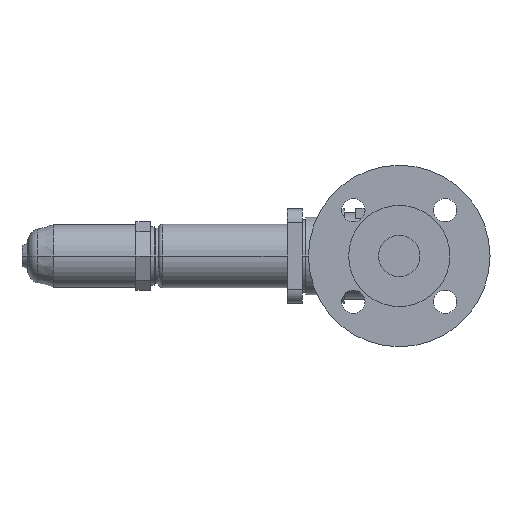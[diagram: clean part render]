
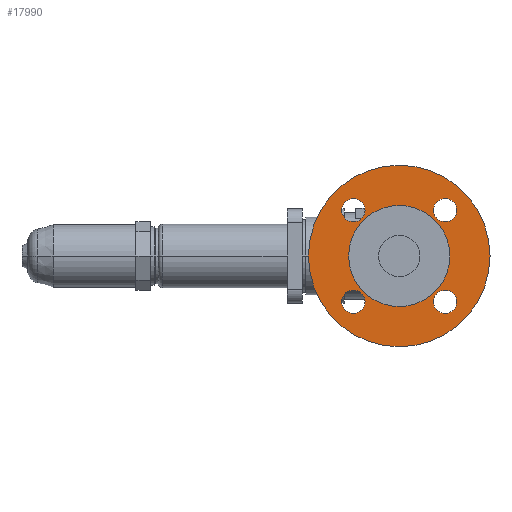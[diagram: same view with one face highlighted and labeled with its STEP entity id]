
A CAD part, left-side view. The second image highlights one B-rep face of the part: STEP entity #17990.
In plain terms, the highlighted planar face has unit normal (-1, 0, 0).
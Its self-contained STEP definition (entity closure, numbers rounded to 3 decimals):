
#8620=CARTESIAN_POINT('',(0.,0.,0.));
#8630=DIRECTION('',(-1.,0.,0.));
#8640=DIRECTION('',(0.,0.,-1.));
#8650=AXIS2_PLACEMENT_3D('',#8620,#8630,#8640);
#8660=CYLINDRICAL_SURFACE('',#8650,70.);
#8730=CARTESIAN_POINT('',(3.8,0.,70.));
#8740=VERTEX_POINT('',#8730);
#8780=CARTESIAN_POINT('',(3.8,0.,0.));
#8790=DIRECTION('',(1.,0.,0.));
#8800=DIRECTION('',(0.,0.,-1.));
#8810=AXIS2_PLACEMENT_3D('',#8780,#8790,#8800);
#8820=CIRCLE('',#8810,70.);
#8830=CARTESIAN_POINT('',(3.8,0.,-70.));
#8840=VERTEX_POINT('',#8830);
#8850=CARTESIAN_POINT('',(3.8,54.5,0.));
#8860=DIRECTION('',(1.,0.,0.));
#8870=DIRECTION('',(0.,-1.,0.));
#8880=AXIS2_PLACEMENT_3D('',#8850,#8860,#8870);
#8890=PLANE('',#8880);
#8900=SURFACE_CURVE('',#8820,(#8660,#8890),.CURVE_3D.);
#8910=EDGE_CURVE('',#8840,#8740,#8900,.T.);
#9130=CARTESIAN_POINT('',(0.,35.355,
-35.355));
#9140=DIRECTION('',(-1.,0.,0.));
#9150=DIRECTION('',(0.,0.,-1.));
#9160=AXIS2_PLACEMENT_3D('',#9130,#9140,#9150);
#9170=CYLINDRICAL_SURFACE('',#9160,9.);
#9240=CARTESIAN_POINT('',(3.8,35.355,-44.355));
#9250=VERTEX_POINT('',#9240);
#9430=CARTESIAN_POINT('',(3.8,35.355,-26.355));
#9440=VERTEX_POINT('',#9430);
#9480=CARTESIAN_POINT('',(3.8,35.355,-35.355));
#9490=DIRECTION('',(-1.,0.,0.));
#9500=DIRECTION('',(0.,0.,-1.));
#9510=AXIS2_PLACEMENT_3D('',#9480,#9490,#9500);
#9520=CIRCLE('',#9510,9.);
#9530=SURFACE_CURVE('',#9520,(#9170,#8890),.CURVE_3D.);
#9540=EDGE_CURVE('',#9250,#9440,#9530,.T.);
#9590=CARTESIAN_POINT('',(0.,-35.355,
-35.355));
#9600=DIRECTION('',(-1.,0.,0.));
#9610=DIRECTION('',(0.,0.,-1.));
#9620=AXIS2_PLACEMENT_3D('',#9590,#9600,#9610);
#9630=CYLINDRICAL_SURFACE('',#9620,9.);
#9700=CARTESIAN_POINT('',(3.8,-35.355,-26.355));
#9710=VERTEX_POINT('',#9700);
#9890=CARTESIAN_POINT('',(3.8,-35.355,-44.355));
#9900=VERTEX_POINT('',#9890);
#9940=CARTESIAN_POINT('',(3.8,-35.355,-35.355));
#9950=DIRECTION('',(-1.,0.,0.));
#9960=DIRECTION('',(0.,0.,-1.));
#9970=AXIS2_PLACEMENT_3D('',#9940,#9950,#9960);
#9980=CIRCLE('',#9970,9.);
#9990=SURFACE_CURVE('',#9980,(#8890,#9630),.CURVE_3D.);
#10000=EDGE_CURVE('',#9710,#9900,#9990,.T.);
#10050=CARTESIAN_POINT('',(0.,35.355,
35.355));
#10060=DIRECTION('',(-1.,0.,0.));
#10070=DIRECTION('',(0.,0.,-1.));
#10080=AXIS2_PLACEMENT_3D('',#10050,#10060,#10070);
#10090=CYLINDRICAL_SURFACE('',#10080,9.);
#10160=CARTESIAN_POINT('',(3.8,35.355,26.355));
#10170=VERTEX_POINT('',#10160);
#10350=CARTESIAN_POINT('',(3.8,35.355,44.355));
#10360=VERTEX_POINT('',#10350);
#10400=CARTESIAN_POINT('',(3.8,35.355,35.355));
#10410=DIRECTION('',(-1.,0.,0.));
#10420=DIRECTION('',(0.,0.,-1.));
#10430=AXIS2_PLACEMENT_3D('',#10400,#10410,#10420);
#10440=CIRCLE('',#10430,9.);
#10450=SURFACE_CURVE('',#10440,(#10090,#8890),.CURVE_3D.);
#10460=EDGE_CURVE('',#10170,#10360,#10450,.T.);
#10510=CARTESIAN_POINT('',(0.,-35.355,
35.355));
#10520=DIRECTION('',(-1.,0.,0.));
#10530=DIRECTION('',(0.,0.,-1.));
#10540=AXIS2_PLACEMENT_3D('',#10510,#10520,#10530);
#10550=CYLINDRICAL_SURFACE('',#10540,9.);
#10620=CARTESIAN_POINT('',(3.8,-35.355,44.355));
#10630=VERTEX_POINT('',#10620);
#10810=CARTESIAN_POINT('',(3.8,-35.355,26.355));
#10820=VERTEX_POINT('',#10810);
#10860=CARTESIAN_POINT('',(3.8,-35.355,35.355));
#10870=DIRECTION('',(-1.,0.,0.));
#10880=DIRECTION('',(0.,0.,-1.));
#10890=AXIS2_PLACEMENT_3D('',#10860,#10870,#10880);
#10900=CIRCLE('',#10890,9.);
#10910=SURFACE_CURVE('',#10900,(#8890,#10550),.CURVE_3D.);
#10920=EDGE_CURVE('',#10630,#10820,#10910,.T.);
#10970=CARTESIAN_POINT('',(1.9,0.,0.));
#10980=DIRECTION('',(1.,0.,0.));
#10990=DIRECTION('',(0.,1.,0.));
#11000=AXIS2_PLACEMENT_3D('',#10970,#10980,#10990);
#11010=CYLINDRICAL_SURFACE('',#11000,39.);
#11080=CARTESIAN_POINT('',(3.8,39.,0.));
#11090=VERTEX_POINT('',#11080);
#11130=CARTESIAN_POINT('',(3.8,0.,0.));
#11140=DIRECTION('',(-1.,0.,0.));
#11150=DIRECTION('',(0.,1.,0.));
#11160=AXIS2_PLACEMENT_3D('',#11130,#11140,#11150);
#11170=CIRCLE('',#11160,39.);
#11180=CARTESIAN_POINT('',(3.8,-39.,0.));
#11190=VERTEX_POINT('',#11180);
#11200=SURFACE_CURVE('',#11170,(#11010,#8890),.CURVE_3D.);
#11210=EDGE_CURVE('',#11190,#11090,#11200,.T.);
#17630=SURFACE_CURVE('',#9520,(#9170,#8890),.CURVE_3D.);
#17640=EDGE_CURVE('',#9440,#9250,#17630,.T.);
#17650=ORIENTED_EDGE('',*,*,#17640,.F.);
#17660=ORIENTED_EDGE('',*,*,#9540,.F.);
#17670=EDGE_LOOP('',(#17660,#17650));
#17680=FACE_BOUND('',#17670,.T.);
#17690=SURFACE_CURVE('',#9980,(#8890,#9630),.CURVE_3D.);
#17700=EDGE_CURVE('',#9900,#9710,#17690,.T.);
#17710=ORIENTED_EDGE('',*,*,#17700,.F.);
#17720=ORIENTED_EDGE('',*,*,#10000,.F.);
#17730=EDGE_LOOP('',(#17720,#17710));
#17740=FACE_BOUND('',#17730,.T.);
#17750=SURFACE_CURVE('',#10440,(#10090,#8890),.CURVE_3D.);
#17760=EDGE_CURVE('',#10360,#10170,#17750,.T.);
#17770=ORIENTED_EDGE('',*,*,#17760,.F.);
#17780=ORIENTED_EDGE('',*,*,#10460,.F.);
#17790=EDGE_LOOP('',(#17780,#17770));
#17800=FACE_BOUND('',#17790,.T.);
#17810=SURFACE_CURVE('',#10900,(#8890,#10550),.CURVE_3D.);
#17820=EDGE_CURVE('',#10820,#10630,#17810,.T.);
#17830=ORIENTED_EDGE('',*,*,#17820,.F.);
#17840=ORIENTED_EDGE('',*,*,#10920,.F.);
#17850=EDGE_LOOP('',(#17840,#17830));
#17860=FACE_BOUND('',#17850,.T.);
#17870=SURFACE_CURVE('',#8820,(#8660,#8890),.CURVE_3D.);
#17880=EDGE_CURVE('',#8740,#8840,#17870,.T.);
#17890=ORIENTED_EDGE('',*,*,#17880,.F.);
#17900=ORIENTED_EDGE('',*,*,#8910,.F.);
#17910=EDGE_LOOP('',(#17900,#17890));
#17920=FACE_OUTER_BOUND('',#17910,.T.);
#17930=SURFACE_CURVE('',#11170,(#11010,#8890),.CURVE_3D.);
#17940=EDGE_CURVE('',#11090,#11190,#17930,.T.);
#17950=ORIENTED_EDGE('',*,*,#17940,.F.);
#17960=ORIENTED_EDGE('',*,*,#11210,.F.);
#17970=EDGE_LOOP('',(#17960,#17950));
#17980=FACE_BOUND('',#17970,.T.);
#17990=ADVANCED_FACE('',(#17680,#17740,#17800,#17860,#17920,#17980),
#8890,.F.);
